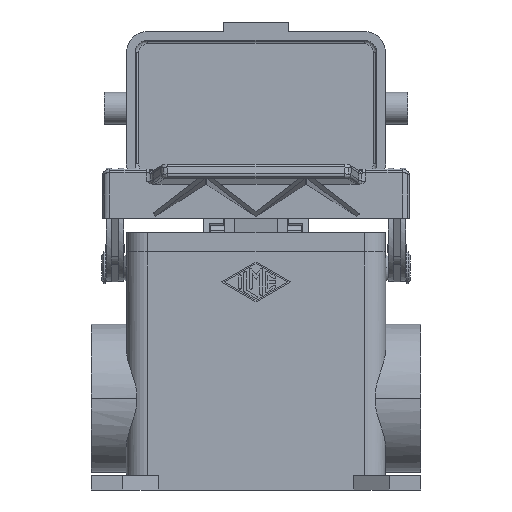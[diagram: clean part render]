
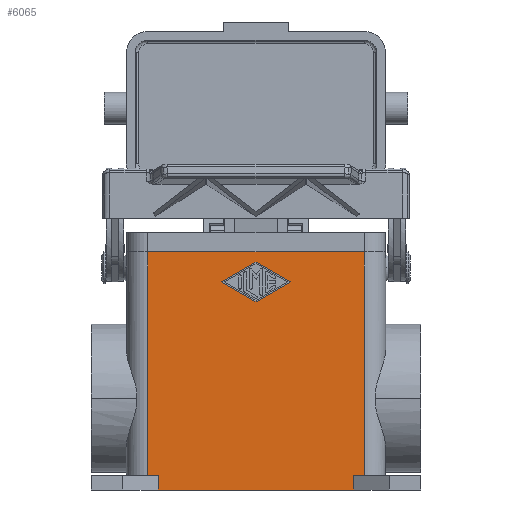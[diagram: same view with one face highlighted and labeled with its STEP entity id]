
A CAD part, front view. The second image highlights one B-rep face of the part: STEP entity #6065.
In plain terms, the highlighted planar face has unit normal (0, -1, 0).
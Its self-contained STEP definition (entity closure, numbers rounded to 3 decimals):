
#5223=CARTESIAN_POINT('',(-9.75,-21.75,15.));
#5224=VERTEX_POINT('',#5223);
#5231=CARTESIAN_POINT('',(0.,-21.75,9.375));
#5232=VERTEX_POINT('',#5231);
#5233=CARTESIAN_POINT('',(0.,-21.75,9.375));
#5234=DIRECTION('',(-0.866,0.0,0.5));
#5235=VECTOR('',#5234,11.256);
#5236=LINE('',#5233,#5235);
#5237=EDGE_CURVE('',#5232,#5224,#5236,.T.);
#5262=CARTESIAN_POINT('',(9.75,-21.75,15.));
#5263=VERTEX_POINT('',#5262);
#5264=CARTESIAN_POINT('',(9.75,-21.75,15.));
#5265=DIRECTION('',(-0.866,0.0,-0.5));
#5266=VECTOR('',#5265,11.256);
#5267=LINE('',#5264,#5266);
#5268=EDGE_CURVE('',#5263,#5232,#5267,.T.);
#5293=CARTESIAN_POINT('',(0.,-21.75,20.625));
#5294=VERTEX_POINT('',#5293);
#5295=CARTESIAN_POINT('',(0.,-21.75,20.625));
#5296=DIRECTION('',(0.866,0.0,-0.5));
#5297=VECTOR('',#5296,11.256);
#5298=LINE('',#5295,#5297);
#5299=EDGE_CURVE('',#5294,#5263,#5298,.T.);
#5322=CARTESIAN_POINT('',(-9.75,-21.75,15.));
#5323=DIRECTION('',(0.866,0.0,0.5));
#5324=VECTOR('',#5323,11.256);
#5325=LINE('',#5322,#5324);
#5326=EDGE_CURVE('',#5224,#5294,#5325,.T.);
#5988=CARTESIAN_POINT('',(27.75,-21.75,-44.0));
#5989=DIRECTION('',(0.0,-1.0,0.0));
#5990=DIRECTION('',(0.0,0.0,-1.0));
#5991=AXIS2_PLACEMENT_3D('',#5988,#5989,#5990);
#5992=PLANE('',#5991);
#5993=CARTESIAN_POINT('',(-27.75,-21.75,-44.0));
#5994=VERTEX_POINT('',#5993);
#5995=CARTESIAN_POINT('',(-27.75,-21.75,-40.0));
#5996=VERTEX_POINT('',#5995);
#5997=CARTESIAN_POINT('',(-27.75,-21.75,-44.0));
#5998=DIRECTION('',(0.0,0.0,1.0));
#5999=VECTOR('',#5998,4.0);
#6000=LINE('',#5997,#5999);
#6001=EDGE_CURVE('',#5994,#5996,#6000,.T.);
#6002=ORIENTED_EDGE('',*,*,#6001,.F.);
#6003=CARTESIAN_POINT('',(27.75,-21.75,-44.0));
#6004=VERTEX_POINT('',#6003);
#6005=CARTESIAN_POINT('',(27.75,-21.75,-44.0));
#6006=DIRECTION('',(-1.0,0.0,0.0));
#6007=VECTOR('',#6006,55.5);
#6008=LINE('',#6005,#6007);
#6009=EDGE_CURVE('',#6004,#5994,#6008,.T.);
#6010=ORIENTED_EDGE('',*,*,#6009,.F.);
#6011=CARTESIAN_POINT('',(27.75,-21.75,-40.0));
#6012=VERTEX_POINT('',#6011);
#6013=CARTESIAN_POINT('',(27.75,-21.75,-44.0));
#6014=DIRECTION('',(0.0,0.0,1.0));
#6015=VECTOR('',#6014,4.0);
#6016=LINE('',#6013,#6015);
#6017=EDGE_CURVE('',#6004,#6012,#6016,.T.);
#6018=ORIENTED_EDGE('',*,*,#6017,.T.);
#6019=CARTESIAN_POINT('',(30.75,-21.75,-40.0));
#6020=VERTEX_POINT('',#6019);
#6021=CARTESIAN_POINT('',(30.75,-21.75,-40.0));
#6022=DIRECTION('',(-1.0,0.0,0.0));
#6023=VECTOR('',#6022,3.);
#6024=LINE('',#6021,#6023);
#6025=EDGE_CURVE('',#6020,#6012,#6024,.T.);
#6026=ORIENTED_EDGE('',*,*,#6025,.F.);
#6027=CARTESIAN_POINT('',(30.75,-21.75,23.5));
#6028=VERTEX_POINT('',#6027);
#6029=CARTESIAN_POINT('',(30.75,-21.75,-40.0));
#6030=DIRECTION('',(0.0,0.0,1.0));
#6031=VECTOR('',#6030,63.5);
#6032=LINE('',#6029,#6031);
#6033=EDGE_CURVE('',#6020,#6028,#6032,.T.);
#6034=ORIENTED_EDGE('',*,*,#6033,.T.);
#6035=CARTESIAN_POINT('',(-30.75,-21.75,23.5));
#6036=VERTEX_POINT('',#6035);
#6037=CARTESIAN_POINT('',(30.75,-21.75,23.5));
#6038=DIRECTION('',(-1.0,0.0,0.0));
#6039=VECTOR('',#6038,61.5);
#6040=LINE('',#6037,#6039);
#6041=EDGE_CURVE('',#6028,#6036,#6040,.T.);
#6042=ORIENTED_EDGE('',*,*,#6041,.T.);
#6043=CARTESIAN_POINT('',(-30.75,-21.75,-40.0));
#6044=VERTEX_POINT('',#6043);
#6045=CARTESIAN_POINT('',(-30.75,-21.75,-40.0));
#6046=DIRECTION('',(0.0,0.0,1.0));
#6047=VECTOR('',#6046,63.5);
#6048=LINE('',#6045,#6047);
#6049=EDGE_CURVE('',#6044,#6036,#6048,.T.);
#6050=ORIENTED_EDGE('',*,*,#6049,.F.);
#6051=CARTESIAN_POINT('',(-27.75,-21.75,-40.0));
#6052=DIRECTION('',(-1.0,0.0,0.0));
#6053=VECTOR('',#6052,3.);
#6054=LINE('',#6051,#6053);
#6055=EDGE_CURVE('',#5996,#6044,#6054,.T.);
#6056=ORIENTED_EDGE('',*,*,#6055,.F.);
#6057=EDGE_LOOP('',(#6002,#6010,#6018,#6026,#6034,#6042,#6050,#6056));
#6058=FACE_OUTER_BOUND('',#6057,.T.);
#6059=ORIENTED_EDGE('',*,*,#5237,.T.);
#6060=ORIENTED_EDGE('',*,*,#5326,.T.);
#6061=ORIENTED_EDGE('',*,*,#5299,.T.);
#6062=ORIENTED_EDGE('',*,*,#5268,.T.);
#6063=EDGE_LOOP('',(#6059,#6060,#6061,#6062));
#6064=FACE_BOUND('',#6063,.T.);
#6065=ADVANCED_FACE('',(#6058,#6064),#5992,.T.);
